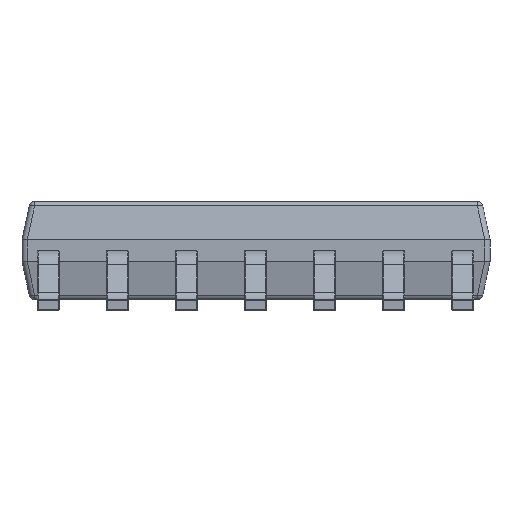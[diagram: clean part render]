
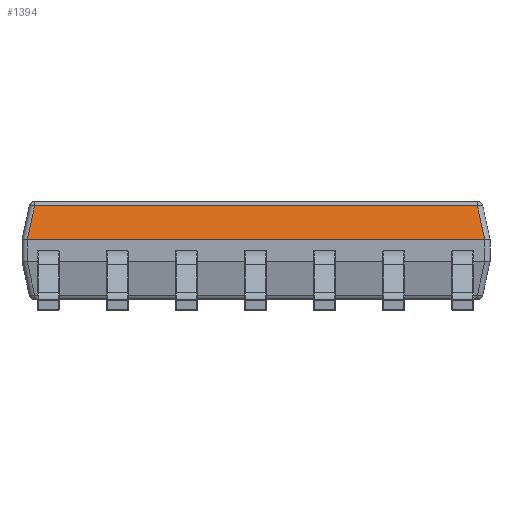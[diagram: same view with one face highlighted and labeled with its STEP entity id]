
A CAD part, front view. The second image highlights one B-rep face of the part: STEP entity #1394.
In plain terms, the highlighted planar face has unit normal (0, -0.978, 0.209).
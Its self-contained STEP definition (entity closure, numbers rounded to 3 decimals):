
#1394 = ADVANCED_FACE ( 'NONE', ( #10112 ), #41309, .T. ) ;
#4949 = CARTESIAN_POINT ( 'NONE',  ( 4.2, -1.95, 1.2 ) ) ;
#6652 = VECTOR ( 'NONE', #46638, 1000. ) ;
#7181 = VERTEX_POINT ( 'NONE', #48097 ) ;
#8053 = EDGE_CURVE ( 'NONE', #7181, #22274, #41777, .T. ) ;
#8470 = CARTESIAN_POINT ( 'NONE',  ( -4.201, -1.95, 1.2 ) ) ;
#9008 = CARTESIAN_POINT ( 'NONE',  ( 4.201, -1.95, 1.2 ) ) ;
#9183 = ORIENTED_EDGE ( 'NONE', *, *, #30827, .T. ) ;
#9218 = CARTESIAN_POINT ( 'NONE',  ( -4.202, -1.95, 1.2 ) ) ;
#9510 = CARTESIAN_POINT ( 'NONE',  ( 4.202, -1.95, 1.2 ) ) ;
#10068 = VERTEX_POINT ( 'NONE', #17582 ) ;
#10112 = FACE_OUTER_BOUND ( 'NONE', #34206, .T. ) ;
#10674 = VERTEX_POINT ( 'NONE', #46615 ) ;
#11760 =( BOUNDED_CURVE ( )  B_SPLINE_CURVE ( 3, ( #32765, #25367, #9008, #9510 ),
 .UNSPECIFIED., .F., .F. ) 
 B_SPLINE_CURVE_WITH_KNOTS ( ( 4, 4 ),
 ( 0., 0.022 ),
 .UNSPECIFIED. ) 
 CURVE ( )  GEOMETRIC_REPRESENTATION_ITEM ( )  RATIONAL_B_SPLINE_CURVE ( ( 1., 1., 1., 1. ) ) 
 REPRESENTATION_ITEM ( '' )  );
#12570 = VECTOR ( 'NONE', #14697, 1000. ) ;
#12934 = CARTESIAN_POINT ( 'NONE',  ( 4.069, -1.817, 1.821 ) ) ;
#14321 = CARTESIAN_POINT ( 'NONE',  ( -4.3, -1.95, 1.2 ) ) ;
#14697 = DIRECTION ( 'NONE',  ( -1., 0., 0. ) ) ;
#15394 = CARTESIAN_POINT ( 'NONE',  ( 3.882, -1.63, 2.695 ) ) ;
#17470 = DIRECTION ( 'NONE',  ( -0.205, -0.205, -0.957 ) ) ;
#17582 = CARTESIAN_POINT ( 'NONE',  ( 4.202, -1.95, 1.2 ) ) ;
#22046 = ORIENTED_EDGE ( 'NONE', *, *, #37254, .T. ) ;
#22129 = CARTESIAN_POINT ( 'NONE',  ( 0., -1.817, 1.821 ) ) ;
#22274 = VERTEX_POINT ( 'NONE', #23566 ) ;
#22293 = CARTESIAN_POINT ( 'NONE',  ( -3.882, -1.63, 2.695 ) ) ;
#22496 = LINE ( 'NONE', #14321, #45554 ) ;
#23566 = CARTESIAN_POINT ( 'NONE',  ( -4.2, -1.95, 1.2 ) ) ;
#24811 = CARTESIAN_POINT ( 'NONE',  ( -4.201, -1.95, 1.2 ) ) ;
#25367 = CARTESIAN_POINT ( 'NONE',  ( 4.201, -1.95, 1.2 ) ) ;
#26344 = ORIENTED_EDGE ( 'NONE', *, *, #50052, .F. ) ;
#29304 = CARTESIAN_POINT ( 'NONE',  ( 0., -1.8, 1.9 ) ) ;
#29873 = VERTEX_POINT ( 'NONE', #12934 ) ;
#29906 = DIRECTION ( 'NONE',  ( -1., 0., 0. ) ) ;
#30827 = EDGE_CURVE ( 'NONE', #10674, #7181, #45950, .T. ) ;
#32765 = CARTESIAN_POINT ( 'NONE',  ( 4.2, -1.95, 1.2 ) ) ;
#34129 = ORIENTED_EDGE ( 'NONE', *, *, #8053, .T. ) ;
#34206 = EDGE_LOOP ( 'NONE', ( #26344, #42978, #22046, #49932, #9183, #34129 ) ) ;
#34884 = DIRECTION ( 'NONE',  ( -1., 0., 0. ) ) ;
#35325 = CARTESIAN_POINT ( 'NONE',  ( -4.2, -1.95, 1.2 ) ) ;
#36182 = EDGE_CURVE ( 'NONE', #29873, #10674, #49765, .T. ) ;
#37254 = EDGE_CURVE ( 'NONE', #10068, #29873, #46889, .T. ) ;
#39769 = VECTOR ( 'NONE', #17470, 1000. ) ;
#41309 = PLANE ( 'NONE',  #48268 ) ;
#41777 =( BOUNDED_CURVE ( )  B_SPLINE_CURVE ( 3, ( #9218, #8470, #24811, #35325 ),
 .UNSPECIFIED., .F., .T. ) 
 B_SPLINE_CURVE_WITH_KNOTS ( ( 4, 4 ),
 ( 6.261, 6.283 ),
 .UNSPECIFIED. ) 
 CURVE ( )  GEOMETRIC_REPRESENTATION_ITEM ( )  RATIONAL_B_SPLINE_CURVE ( ( 1., 1., 1., 1. ) ) 
 REPRESENTATION_ITEM ( '' )  );
#42067 = DIRECTION ( 'NONE',  ( 0., -0.978, 0.21 ) ) ;
#42978 = ORIENTED_EDGE ( 'NONE', *, *, #43324, .T. ) ;
#43324 = EDGE_CURVE ( 'NONE', #43372, #10068, #11760, .T. ) ;
#43372 = VERTEX_POINT ( 'NONE', #4949 ) ;
#45554 = VECTOR ( 'NONE', #29906, 1000. ) ;
#45950 = LINE ( 'NONE', #22293, #39769 ) ;
#46615 = CARTESIAN_POINT ( 'NONE',  ( -4.069, -1.817, 1.821 ) ) ;
#46638 = DIRECTION ( 'NONE',  ( -0.205, 0.205, 0.957 ) ) ;
#46889 = LINE ( 'NONE', #15394, #6652 ) ;
#48097 = CARTESIAN_POINT ( 'NONE',  ( -4.202, -1.95, 1.2 ) ) ;
#48268 = AXIS2_PLACEMENT_3D ( 'NONE', #29304, #42067, #34884 ) ;
#49765 = LINE ( 'NONE', #22129, #12570 ) ;
#49932 = ORIENTED_EDGE ( 'NONE', *, *, #36182, .T. ) ;
#50052 = EDGE_CURVE ( 'NONE', #43372, #22274, #22496, .T. ) ;
